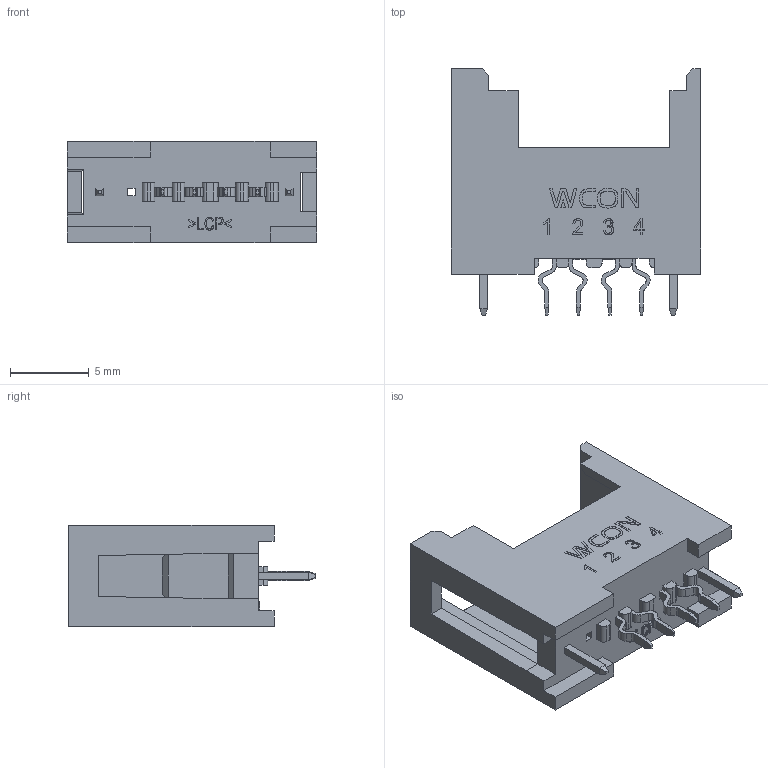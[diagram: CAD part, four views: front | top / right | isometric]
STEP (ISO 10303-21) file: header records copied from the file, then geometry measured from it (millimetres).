
FILE_DESCRIPTION( ('This file contains a STEP AP42 implementation' ,'as created by ZW3D STEP Interface translator.') ,'2;1' );
FILE_NAME( '5372-1S04XXBX02W.stp' ,'2312 4.104846', (''), ('ZWCAD Software Co.'), 'Version 1.0', 'ZW3D to STEP translator', '' );
FILE_SCHEMA(('AUTOMOTIVE_DESIGN { 1 0 10303 214 1 1 1 1 }'));
Length unit declared in the file: millimetre
Products named in the file (2): 0; 5372-1S04XXBX02W.stpWZH
Bounding box: 15.8 x 15.6 x 6.4 mm (x, y, z)
Volume: 518 mm3; surface area: 1092.3 mm2
Topology: 1 solids, 9 shells, 512 faces, 1351 edges, 882 vertices
Faces by surface type: plane 367, bspline 127, cylinder 18
Entity records: 17768 total; most frequent: CARTESIAN_POINT 5269, ORIENTED_EDGE 2694, DIRECTION 2037, EDGE_CURVE 1347, VECTOR 1053, LINE 1053, VERTEX_POINT 874, EDGE_LOOP 539
